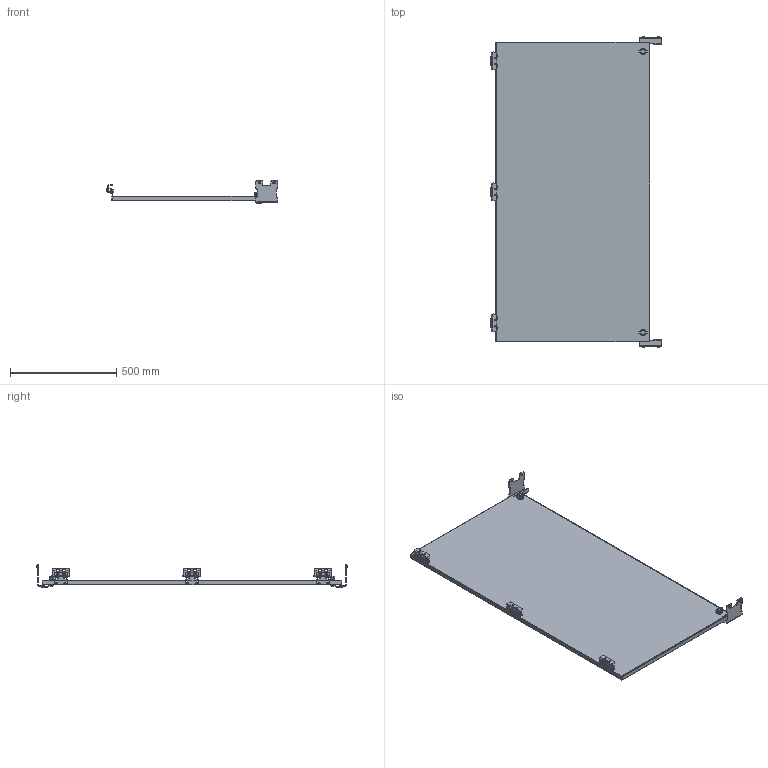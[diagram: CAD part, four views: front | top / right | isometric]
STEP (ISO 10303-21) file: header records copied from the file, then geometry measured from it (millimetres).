
FILE_DESCRIPTION (( 'STEP AP214' ), '1' );
FILE_NAME ('SCE-DF6060.STEP', '2022-07-26T15:09:46', ( '' ), ( '' ), 'SwSTEP 2.0', 'SolidWorks 2021', '' );
FILE_SCHEMA (( 'AUTOMOTIVE_DESIGN' ));
Length unit declared in the file: inch
Products named in the file (1): SCE-DF6060
Bounding box: 804.65 x 1465.28 x 109.72 mm (x, y, z)
Volume: 1874952.2 mm3; surface area: 2375372.2 mm2
Topology: 59 solids, 59 shells, 2404 faces, 6083 edges, 3721 vertices
Faces by surface type: plane 1134, cylinder 709, bspline 285, torus 153, cone 70, sphere 53
Full cylindrical faces by diameter (mm): 3.962 x3, 4.318 x10, 4.369 x6, 4.775 x6, 4.826 x10, 4.978 x9, 5 x2, 5.334 x6, 5.5 x2, 5.639 x6, 6.198 x6, 6.325 x6, 6.35 x12, 6.756 x6, 8.636 x6, 9.474 x6, 9.9 x2, 10 x2, 11 x2, 12.8 x2, 13.5 x2, 16 x4, 16.1 x2, 19.8 x2, 28 x2
Entity records: 83281 total; most frequent: CARTESIAN_POINT 28927, ORIENTED_EDGE 11200, DIRECTION 10498, EDGE_CURVE 5600, AXIS2_PLACEMENT_3D 3746, VERTEX_POINT 3616, VECTOR 3006, LINE 3006
